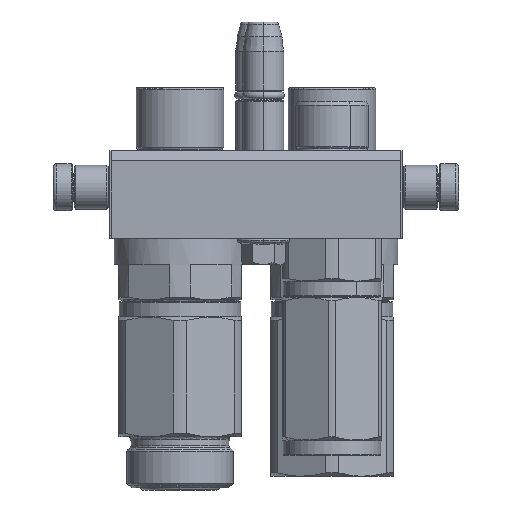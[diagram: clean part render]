
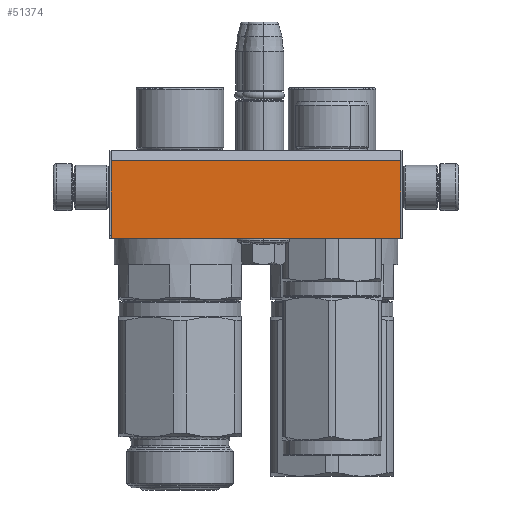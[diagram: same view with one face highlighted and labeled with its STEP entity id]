
A CAD part, left-side view. The second image highlights one B-rep face of the part: STEP entity #51374.
In plain terms, the highlighted face is planar.
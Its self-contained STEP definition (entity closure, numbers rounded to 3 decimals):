
#3316 = CARTESIAN_POINT ( 'NONE',  ( 49.5, -15., 56. ) ) ;
#4013 = VECTOR ( 'NONE', #39293, 1000. ) ;
#5696 = EDGE_CURVE ( 'NONE', #70198, #27773, #18715, .T. ) ;
#6971 = EDGE_LOOP ( 'NONE', ( #52430, #25191, #23408, #59808 ) ) ;
#7823 = CARTESIAN_POINT ( 'NONE',  ( -49.5, -15., 56. ) ) ;
#8060 = DIRECTION ( 'NONE',  ( 0., 1., 0. ) ) ;
#11929 = EDGE_CURVE ( 'NONE', #73130, #27773, #63169, .T. ) ;
#15371 = AXIS2_PLACEMENT_3D ( 'NONE', #64525, #69547, #27096 ) ;
#15375 = CARTESIAN_POINT ( 'NONE',  ( -49.5, 11.536, 56. ) ) ;
#18567 = VECTOR ( 'NONE', #62830, 1000. ) ;
#18715 = LINE ( 'NONE', #3316, #53911 ) ;
#19565 = VERTEX_POINT ( 'NONE', #28822 ) ;
#22098 = PLANE ( 'NONE',  #15371 ) ;
#23408 = ORIENTED_EDGE ( 'NONE', *, *, #11929, .F. ) ;
#25191 = ORIENTED_EDGE ( 'NONE', *, *, #5696, .T. ) ;
#25220 = FACE_OUTER_BOUND ( 'NONE', #6971, .T. ) ;
#27096 = DIRECTION ( 'NONE',  ( 1., 0., 0. ) ) ;
#27773 = VERTEX_POINT ( 'NONE', #56658 ) ;
#28822 = CARTESIAN_POINT ( 'NONE',  ( -49.5, -15., 56. ) ) ;
#34187 = CARTESIAN_POINT ( 'NONE',  ( -49.5, 11.536, 56. ) ) ;
#36156 = LINE ( 'NONE', #75511, #4013 ) ;
#36173 = CARTESIAN_POINT ( 'NONE',  ( 49.5, -15., 56. ) ) ;
#39293 = DIRECTION ( 'NONE',  ( 1., 0., 0. ) ) ;
#49318 = EDGE_CURVE ( 'NONE', #19565, #73130, #52951, .T. ) ;
#50200 = DIRECTION ( 'NONE',  ( 0., 1., 0. ) ) ;
#51374 = ADVANCED_FACE ( 'NONE', ( #25220 ), #22098, .T. ) ;
#52430 = ORIENTED_EDGE ( 'NONE', *, *, #78483, .T. ) ;
#52951 = LINE ( 'NONE', #7823, #67078 ) ;
#53911 = VECTOR ( 'NONE', #8060, 1000. ) ;
#56658 = CARTESIAN_POINT ( 'NONE',  ( 49.5, 11.536, 56. ) ) ;
#59808 = ORIENTED_EDGE ( 'NONE', *, *, #49318, .F. ) ;
#62830 = DIRECTION ( 'NONE',  ( 1., 0., 0. ) ) ;
#63169 = LINE ( 'NONE', #15375, #18567 ) ;
#64525 = CARTESIAN_POINT ( 'NONE',  ( -50., -15., 56. ) ) ;
#67078 = VECTOR ( 'NONE', #50200, 1000. ) ;
#69547 = DIRECTION ( 'NONE',  ( 0., 0., 1. ) ) ;
#70198 = VERTEX_POINT ( 'NONE', #36173 ) ;
#73130 = VERTEX_POINT ( 'NONE', #34187 ) ;
#75511 = CARTESIAN_POINT ( 'NONE',  ( -49.5, -15., 56. ) ) ;
#78483 = EDGE_CURVE ( 'NONE', #19565, #70198, #36156, .T. ) ;
